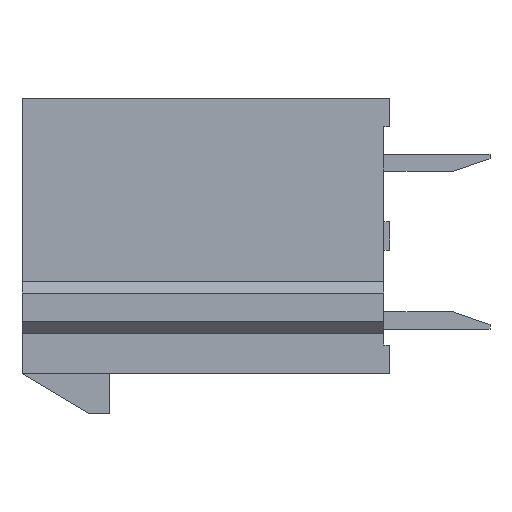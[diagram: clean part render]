
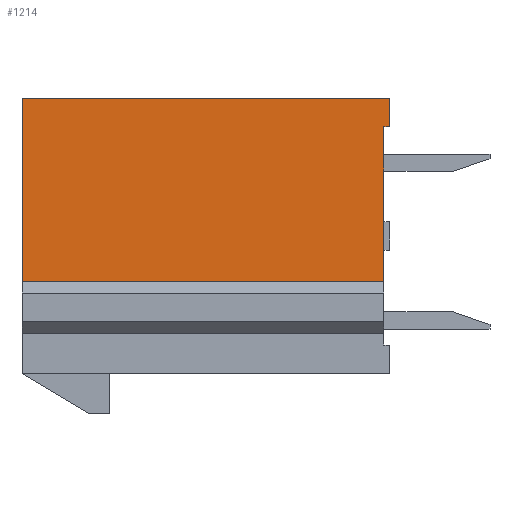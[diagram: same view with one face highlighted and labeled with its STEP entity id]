
A CAD part, left-side view. The second image highlights one B-rep face of the part: STEP entity #1214.
In plain terms, the highlighted planar face has unit normal (-1, 0, 0).
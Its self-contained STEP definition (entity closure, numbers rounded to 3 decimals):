
#1=DIRECTION('',(0.,1.,0.));
#2=VECTOR('',#1,12.6);
#3=CARTESIAN_POINT('',(-2.7,0.2,-1.59));
#4=LINE('',#3,#2);
#5=DIRECTION('',(0.,0.,1.));
#6=VECTOR('',#5,6.39);
#7=CARTESIAN_POINT('',(-2.7,12.8,-1.59));
#8=LINE('',#7,#6);
#9=DIRECTION('',(0.,-1.,0.));
#10=VECTOR('',#9,12.8);
#11=CARTESIAN_POINT('',(-2.7,12.8,4.8));
#12=LINE('',#11,#10);
#13=DIRECTION('',(0.,0.,-1.));
#14=VECTOR('',#13,1.);
#15=CARTESIAN_POINT('',(-2.7,0.,4.8));
#16=LINE('',#15,#14);
#17=DIRECTION('',(0.,1.,0.));
#18=VECTOR('',#17,0.2);
#19=CARTESIAN_POINT('',(-2.7,0.,3.8));
#20=LINE('',#19,#18);
#21=DIRECTION('',(0.,0.,1.));
#22=VECTOR('',#21,5.39);
#23=CARTESIAN_POINT('',(-2.7,0.2,-1.59));
#24=LINE('',#23,#22);
#903=CARTESIAN_POINT('',(-2.7,12.8,4.8));
#904=CARTESIAN_POINT('',(-2.7,0.,4.8));
#905=VERTEX_POINT('',#903);
#906=VERTEX_POINT('',#904);
#1047=CARTESIAN_POINT('',(-2.7,12.8,-1.59));
#1048=VERTEX_POINT('',#1047);
#1061=CARTESIAN_POINT('',(-2.7,0.2,-1.59));
#1062=VERTEX_POINT('',#1061);
#1065=CARTESIAN_POINT('',(-2.7,0.,3.8));
#1066=VERTEX_POINT('',#1065);
#1079=CARTESIAN_POINT('',(-2.7,0.2,3.8));
#1080=VERTEX_POINT('',#1079);
#1195=CARTESIAN_POINT('',(-2.7,0.,0.));
#1196=DIRECTION('',(1.,0.,0.));
#1197=DIRECTION('',(0.,0.,-1.));
#1198=AXIS2_PLACEMENT_3D('',#1195,#1196,#1197);
#1199=PLANE('',#1198);
#1201=ORIENTED_EDGE('',*,*,#1200,.T.);
#1203=ORIENTED_EDGE('',*,*,#1202,.T.);
#1205=ORIENTED_EDGE('',*,*,#1204,.T.);
#1207=ORIENTED_EDGE('',*,*,#1206,.T.);
#1209=ORIENTED_EDGE('',*,*,#1208,.T.);
#1211=ORIENTED_EDGE('',*,*,#1210,.F.);
#1212=EDGE_LOOP('',(#1201,#1203,#1205,#1207,#1209,#1211));
#1213=FACE_OUTER_BOUND('',#1212,.F.);
#1214=ADVANCED_FACE('',(#1213),#1199,.F.);
#1200=EDGE_CURVE('',#1062,#1048,#4,.T.);
#1202=EDGE_CURVE('',#1048,#905,#8,.T.);
#1204=EDGE_CURVE('',#905,#906,#12,.T.);
#1206=EDGE_CURVE('',#906,#1066,#16,.T.);
#1208=EDGE_CURVE('',#1066,#1080,#20,.T.);
#1210=EDGE_CURVE('',#1062,#1080,#24,.T.);
